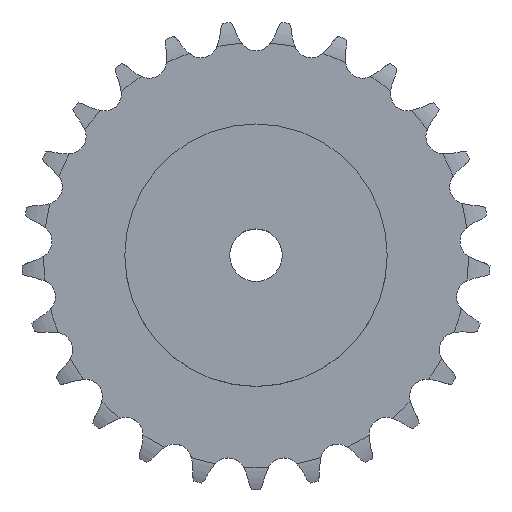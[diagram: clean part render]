
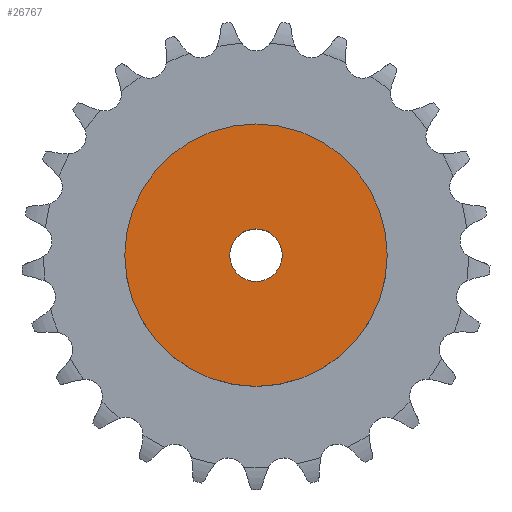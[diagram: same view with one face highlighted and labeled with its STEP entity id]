
A CAD part, top view. The second image highlights one B-rep face of the part: STEP entity #26767.
In plain terms, the highlighted planar face has unit normal (0, 0, 1).
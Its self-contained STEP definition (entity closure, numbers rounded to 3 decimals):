
#4761 = CYLINDRICAL_SURFACE('',#4762,30.);
#4762 = AXIS2_PLACEMENT_3D('',#4763,#4764,#4765);
#4763 = CARTESIAN_POINT('',(0.,0.,0.));
#4764 = DIRECTION('',(-0.,-0.,-1.));
#4765 = DIRECTION('',(1.,0.,0.));
#20110 = VERTEX_POINT('',#20111);
#20111 = CARTESIAN_POINT('',(30.,0.,20.));
#20132 = EDGE_CURVE('',#20110,#20110,#20133,.T.);
#20133 = SURFACE_CURVE('',#20134,(#20139,#20146),.PCURVE_S1.);
#20134 = CIRCLE('',#20135,30.);
#20135 = AXIS2_PLACEMENT_3D('',#20136,#20137,#20138);
#20136 = CARTESIAN_POINT('',(0.,0.,20.));
#20137 = DIRECTION('',(0.,0.,1.));
#20138 = DIRECTION('',(1.,0.,0.));
#20139 = PCURVE('',#4761,#20140);
#20140 = DEFINITIONAL_REPRESENTATION('',(#20141),#20145);
#20141 = LINE('',#20142,#20143);
#20142 = CARTESIAN_POINT('',(-0.,-20.));
#20143 = VECTOR('',#20144,1.);
#20144 = DIRECTION('',(-1.,0.));
#20145 = ( GEOMETRIC_REPRESENTATION_CONTEXT(2) 
PARAMETRIC_REPRESENTATION_CONTEXT() REPRESENTATION_CONTEXT('2D SPACE',''
  ) );
#20146 = PCURVE('',#20147,#20152);
#20147 = PLANE('',#20148);
#20148 = AXIS2_PLACEMENT_3D('',#20149,#20150,#20151);
#20149 = CARTESIAN_POINT('',(0.,0.,20.)
  );
#20150 = DIRECTION('',(0.,0.,1.));
#20151 = DIRECTION('',(1.,0.,0.));
#20152 = DEFINITIONAL_REPRESENTATION('',(#20153),#20157);
#20153 = CIRCLE('',#20154,30.);
#20154 = AXIS2_PLACEMENT_2D('',#20155,#20156);
#20155 = CARTESIAN_POINT('',(0.,0.));
#20156 = DIRECTION('',(1.,0.));
#20157 = ( GEOMETRIC_REPRESENTATION_CONTEXT(2) 
PARAMETRIC_REPRESENTATION_CONTEXT() REPRESENTATION_CONTEXT('2D SPACE',''
  ) );
#23996 = CYLINDRICAL_SURFACE('',#23997,6.);
#23997 = AXIS2_PLACEMENT_3D('',#23998,#23999,#24000);
#23998 = CARTESIAN_POINT('',(0.,0.,166.582));
#23999 = DIRECTION('',(0.,0.,1.));
#24000 = DIRECTION('',(1.,0.,0.));
#26767 = ADVANCED_FACE('',(#26768,#26771),#20147,.T.);
#26768 = FACE_BOUND('',#26769,.T.);
#26769 = EDGE_LOOP('',(#26770));
#26770 = ORIENTED_EDGE('',*,*,#20132,.T.);
#26771 = FACE_BOUND('',#26772,.T.);
#26772 = EDGE_LOOP('',(#26773));
#26773 = ORIENTED_EDGE('',*,*,#26774,.F.);
#26774 = EDGE_CURVE('',#26775,#26775,#26777,.T.);
#26775 = VERTEX_POINT('',#26776);
#26776 = CARTESIAN_POINT('',(6.,0.,20.));
#26777 = SURFACE_CURVE('',#26778,(#26783,#26790),.PCURVE_S1.);
#26778 = CIRCLE('',#26779,6.);
#26779 = AXIS2_PLACEMENT_3D('',#26780,#26781,#26782);
#26780 = CARTESIAN_POINT('',(0.,0.,20.));
#26781 = DIRECTION('',(0.,0.,1.));
#26782 = DIRECTION('',(1.,0.,0.));
#26783 = PCURVE('',#20147,#26784);
#26784 = DEFINITIONAL_REPRESENTATION('',(#26785),#26789);
#26785 = CIRCLE('',#26786,6.);
#26786 = AXIS2_PLACEMENT_2D('',#26787,#26788);
#26787 = CARTESIAN_POINT('',(0.,0.));
#26788 = DIRECTION('',(1.,0.));
#26789 = ( GEOMETRIC_REPRESENTATION_CONTEXT(2) 
PARAMETRIC_REPRESENTATION_CONTEXT() REPRESENTATION_CONTEXT('2D SPACE',''
  ) );
#26790 = PCURVE('',#23996,#26791);
#26791 = DEFINITIONAL_REPRESENTATION('',(#26792),#26796);
#26792 = LINE('',#26793,#26794);
#26793 = CARTESIAN_POINT('',(0.,-146.582));
#26794 = VECTOR('',#26795,1.);
#26795 = DIRECTION('',(1.,0.));
#26796 = ( GEOMETRIC_REPRESENTATION_CONTEXT(2) 
PARAMETRIC_REPRESENTATION_CONTEXT() REPRESENTATION_CONTEXT('2D SPACE',''
  ) );
